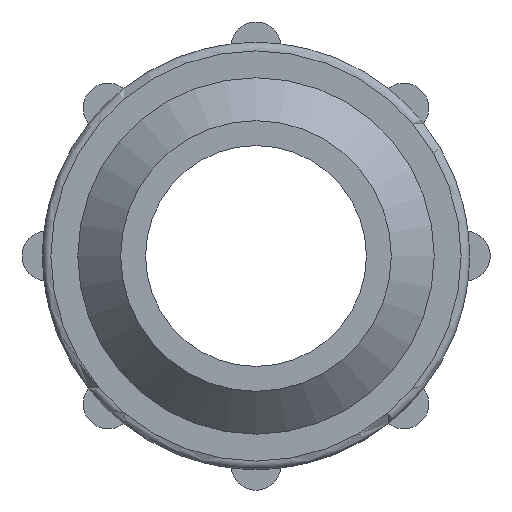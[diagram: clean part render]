
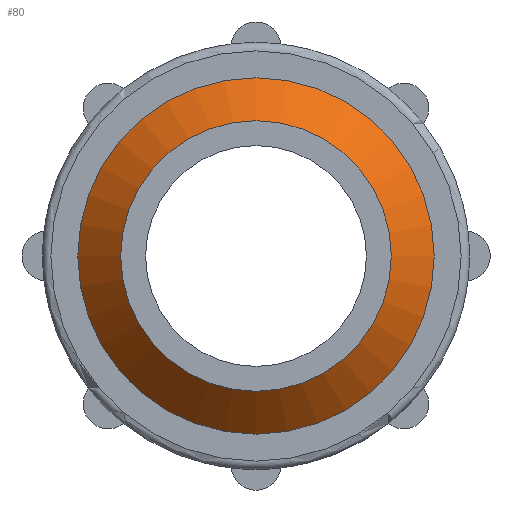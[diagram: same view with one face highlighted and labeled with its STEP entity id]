
A CAD part, left-side view. The second image highlights one B-rep face of the part: STEP entity #80.
In plain terms, the highlighted conical face has half-angle 45 degrees and reference radius 41.5 mm.
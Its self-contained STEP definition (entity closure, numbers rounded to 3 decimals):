
#80 = ADVANCED_FACE( '', ( #190, #191 ), #192, .T. );
#190 = FACE_BOUND( '', #333, .T. );
#191 = FACE_OUTER_BOUND( '', #334, .T. );
#192 = CONICAL_SURFACE( '', #335, 41.5, 0.785 );
#333 = EDGE_LOOP( '', ( #519 ) );
#334 = EDGE_LOOP( '', ( #520 ) );
#335 = AXIS2_PLACEMENT_3D( '', #521, #522, #523 );
#519 = ORIENTED_EDGE( '', *, *, #837, .T. );
#520 = ORIENTED_EDGE( '', *, *, #838, .F. );
#521 = CARTESIAN_POINT( '', ( 54., 0., 0. ) );
#522 = DIRECTION( '', ( 1., 0., 0. ) );
#523 = DIRECTION( '', ( 0., 0., -1. ) );
#837 = EDGE_CURVE( '', #1002, #1002, #1003, .T. );
#838 = EDGE_CURVE( '', #1004, #1004, #1005, .T. );
#1002 = VERTEX_POINT( '', #1230 );
#1003 = CIRCLE( '', #1231, 31.5 );
#1004 = VERTEX_POINT( '', #1232 );
#1005 = CIRCLE( '', #1233, 41.5 );
#1230 = CARTESIAN_POINT( '', ( 44., 0., -31.5 ) );
#1231 = AXIS2_PLACEMENT_3D( '', #1572, #1573, #1574 );
#1232 = CARTESIAN_POINT( '', ( 54., 0., -41.5 ) );
#1233 = AXIS2_PLACEMENT_3D( '', #1575, #1576, #1577 );
#1572 = CARTESIAN_POINT( '', ( 44., 0., 0. ) );
#1573 = DIRECTION( '', ( 1., 0., 0. ) );
#1574 = DIRECTION( '', ( 0., 0., -1. ) );
#1575 = CARTESIAN_POINT( '', ( 54., 0., 0. ) );
#1576 = DIRECTION( '', ( 1., 0., 0. ) );
#1577 = DIRECTION( '', ( 0., 0., -1. ) );
